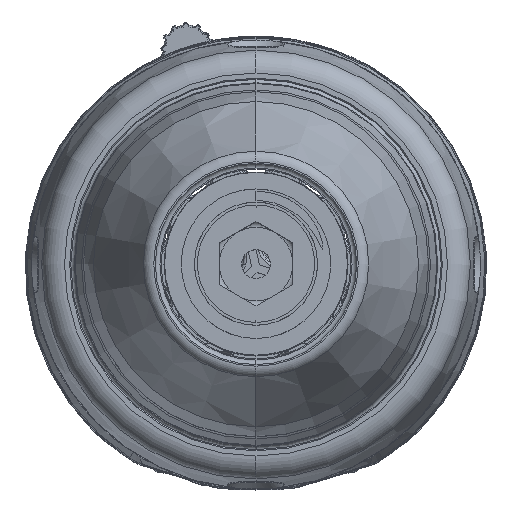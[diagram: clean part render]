
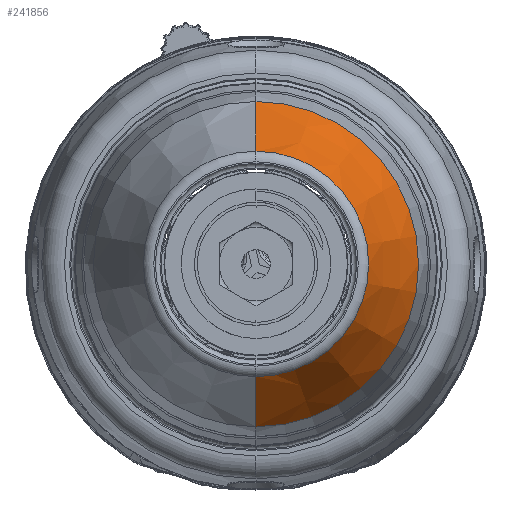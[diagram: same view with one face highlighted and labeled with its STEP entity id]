
A CAD part, top view. The second image highlights one B-rep face of the part: STEP entity #241856.
In plain terms, the highlighted conical face has half-angle 24 degrees and reference radius 11.967 mm.
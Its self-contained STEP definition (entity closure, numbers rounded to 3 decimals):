
#240647=CARTESIAN_POINT('',(0.,0.,20.067));
#240648=DIRECTION('',(0.,0.,-1.));
#240649=DIRECTION('',(0.,1.,0.));
#240650=AXIS2_PLACEMENT_3D('',#240647,#240648,#240649);
#240655=DIRECTION('',(0.,-0.407,0.914));
#240656=VECTOR('',#240655,10.661);
#240657=CARTESIAN_POINT('',(0.,14.135,20.067));
#240658=LINE('',#240657,#240656);
#240662=DIRECTION('',(0.,0.407,0.914));
#240663=VECTOR('',#240662,10.661);
#240664=CARTESIAN_POINT('',(0.,-14.135,20.067));
#240665=LINE('',#240664,#240663);
#240701=CARTESIAN_POINT('',(0.,0.,29.807));
#240702=DIRECTION('',(0.,0.,-1.));
#240703=DIRECTION('',(0.,1.,0.));
#240704=AXIS2_PLACEMENT_3D('',#240701,#240702,#240703);
#240860=CARTESIAN_POINT('',(0.,14.135,20.067));
#240861=CARTESIAN_POINT('',(0.,9.799,29.807));
#240862=VERTEX_POINT('',#240860);
#240863=VERTEX_POINT('',#240861);
#240870=CARTESIAN_POINT('',(0.,-14.135,20.067));
#240871=CARTESIAN_POINT('',(0.,-9.799,29.807));
#240872=VERTEX_POINT('',#240870);
#240873=VERTEX_POINT('',#240871);
#241842=CARTESIAN_POINT('',(0.,0.,24.937));
#241843=DIRECTION('',(0.,0.,-1.));
#241844=DIRECTION('',(0.,-1.,0.));
#241845=AXIS2_PLACEMENT_3D('',#241842,#241843,#241844);
#241846=CONICAL_SURFACE('',#241845,11.967,24.);
#241848=ORIENTED_EDGE('',*,*,#241847,.F.);
#241849=ORIENTED_EDGE('',*,*,#241837,.T.);
#241851=ORIENTED_EDGE('',*,*,#241850,.T.);
#241853=ORIENTED_EDGE('',*,*,#241852,.F.);
#241854=EDGE_LOOP('',(#241848,#241849,#241851,#241853));
#241855=FACE_OUTER_BOUND('',#241854,.F.);
#241856=ADVANCED_FACE('',(#241855),#241846,.T.);
#240651=CIRCLE('',#240650,14.135);
#240705=CIRCLE('',#240704,9.799);
#241837=EDGE_CURVE('',#240862,#240872,#240651,.T.);
#241847=EDGE_CURVE('',#240862,#240863,#240658,.T.);
#241850=EDGE_CURVE('',#240872,#240873,#240665,.T.);
#241852=EDGE_CURVE('',#240863,#240873,#240705,.T.);
